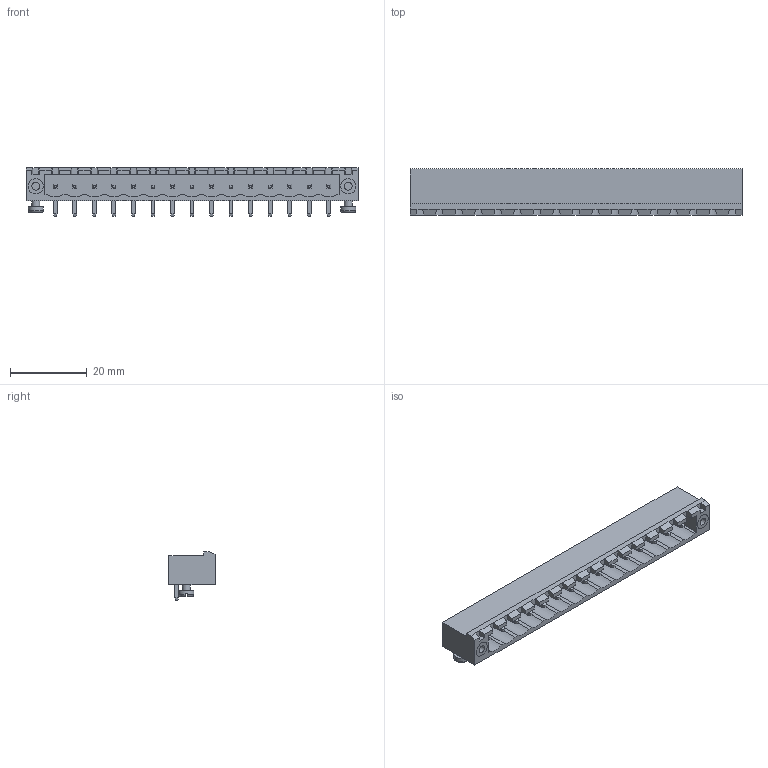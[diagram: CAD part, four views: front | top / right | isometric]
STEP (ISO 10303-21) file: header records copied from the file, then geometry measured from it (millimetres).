
FILE_DESCRIPTION(/* description */ ('model of PhoenixContact_MSTB-GF_15x5.08mm_Angled_ThreadedFlange_MountHole.'),/* implementation_level */ FILE_NAME(/* name */ 'PhoenixContact_MSTB-GF_15x5.08mm_Angled_ThreadedFlange_MountHole..stp',/* time_stamp */ '2017-02-24T01:43:07',/* author */ ('Rene Poeschl',''),/* organization */ (''),/* preprocessor_version */ '',/* originating_system */ '',/* authorisation */ '');
FILE_NAME(/* name */ 'PhoenixContact_MSTB-GF_15x5.08mm_Angled_ThreadedFlange_MountHole..stp',/* time_stamp */ '2017-02-24T01:43:07',/* author */ ('Rene Poeschl',''),/* organization */ (''),/* preprocessor_version */ '',/* originating_system */ '',/* authorisation */ '');
FILE_SCHEMA(('AUTOMOTIVE_DESIGN_CC2 { 1 2 10303 214 -1 1 5 4 }'));
Length unit declared in the file: millimetre
Products named in the file (1): MSTB_01x15_GF_5_08mm_MH
Bounding box: 86.36 x 12 x 12.6 mm (x, y, z)
Volume: 4538 mm3; surface area: 5884 mm2
Topology: 1 solids, 1 shells, 424 faces, 1002 edges, 618 vertices
Faces by surface type: plane 399, cylinder 21, torus 4
Full cylindrical faces by diameter (mm): 2 x4, 4 x2
Entity records: 29862 total; most frequent: CARTESIAN_POINT 6857, DIRECTION 3552, LINE 2544, VECTOR 2544, ORIENTED_EDGE 2004, PCURVE 2004, DEFINITIONAL_REPRESENTATION 2004, EDGE_CURVE 1002
